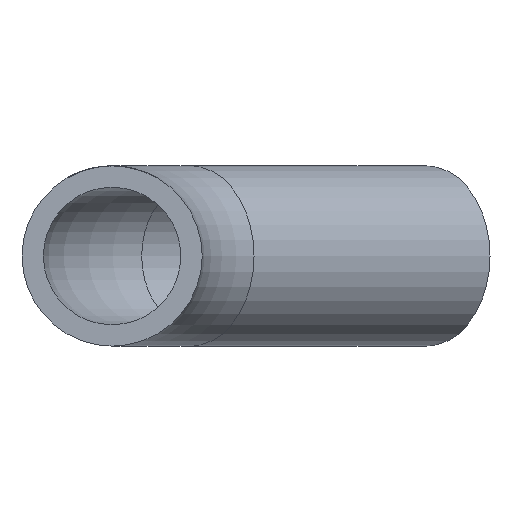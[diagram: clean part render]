
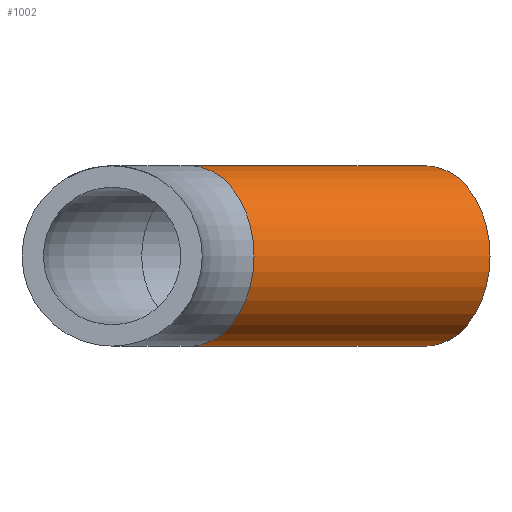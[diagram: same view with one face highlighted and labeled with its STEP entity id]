
A CAD part, front view. The second image highlights one B-rep face of the part: STEP entity #1002.
In plain terms, the highlighted cylindrical face has radius 6.75 mm (diameter 13.5 mm), a full revolution.
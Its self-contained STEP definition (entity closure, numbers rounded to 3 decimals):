
#72 = DIRECTION ( 'NONE',  ( 0., 0., 1. ) ) ;
#248 = CARTESIAN_POINT ( 'NONE',  ( 3.536, 56.82, 6.75 ) ) ;
#255 = DIRECTION ( 'NONE',  ( 0.707, 0.707, 0. ) ) ;
#612 = ORIENTED_EDGE ( 'NONE', *, *, #1370, .F. ) ;
#674 = DIRECTION ( 'NONE',  ( 0.707, 0.707, 0. ) ) ;
#678 = AXIS2_PLACEMENT_3D ( 'NONE', #1147, #255, #72 ) ;
#872 = DIRECTION ( 'NONE',  ( 0., 0., 1. ) ) ;
#899 = CIRCLE ( 'NONE', #678, 6.75 ) ;
#945 = DIRECTION ( 'NONE',  ( -0.707, 0.707, 0. ) ) ;
#1002 = ADVANCED_FACE ( 'NONE', ( #1302, #2018 ), #1671, .T. ) ;
#1086 = CARTESIAN_POINT ( 'NONE',  ( -14.142, 39.142, 0. ) ) ;
#1122 = DIRECTION ( 'NONE',  ( 0.707, 0.707, 0. ) ) ;
#1147 = CARTESIAN_POINT ( 'NONE',  ( -14.142, 39.142, 0. ) ) ;
#1152 = VERTEX_POINT ( 'NONE', #1846 ) ;
#1160 = AXIS2_PLACEMENT_3D ( 'NONE', #1086, #1122, #945 ) ;
#1292 = EDGE_LOOP ( 'NONE', ( #612 ) ) ;
#1302 = FACE_OUTER_BOUND ( 'NONE', #1292, .T. ) ;
#1320 = AXIS2_PLACEMENT_3D ( 'NONE', #1578, #674, #872 ) ;
#1344 = EDGE_CURVE ( 'NONE', #1152, #1152, #899, .T. ) ;
#1370 = EDGE_CURVE ( 'NONE', #2172, #2172, #2291, .T. ) ;
#1578 = CARTESIAN_POINT ( 'NONE',  ( 3.536, 56.82, 0. ) ) ;
#1671 = CYLINDRICAL_SURFACE ( 'NONE', #1160, 6.75 ) ;
#1846 = CARTESIAN_POINT ( 'NONE',  ( -14.142, 39.142, 6.75 ) ) ;
#2018 = FACE_OUTER_BOUND ( 'NONE', #2176, .T. ) ;
#2172 = VERTEX_POINT ( 'NONE', #248 ) ;
#2176 = EDGE_LOOP ( 'NONE', ( #2181 ) ) ;
#2181 = ORIENTED_EDGE ( 'NONE', *, *, #1344, .T. ) ;
#2291 = CIRCLE ( 'NONE', #1320, 6.75 ) ;
